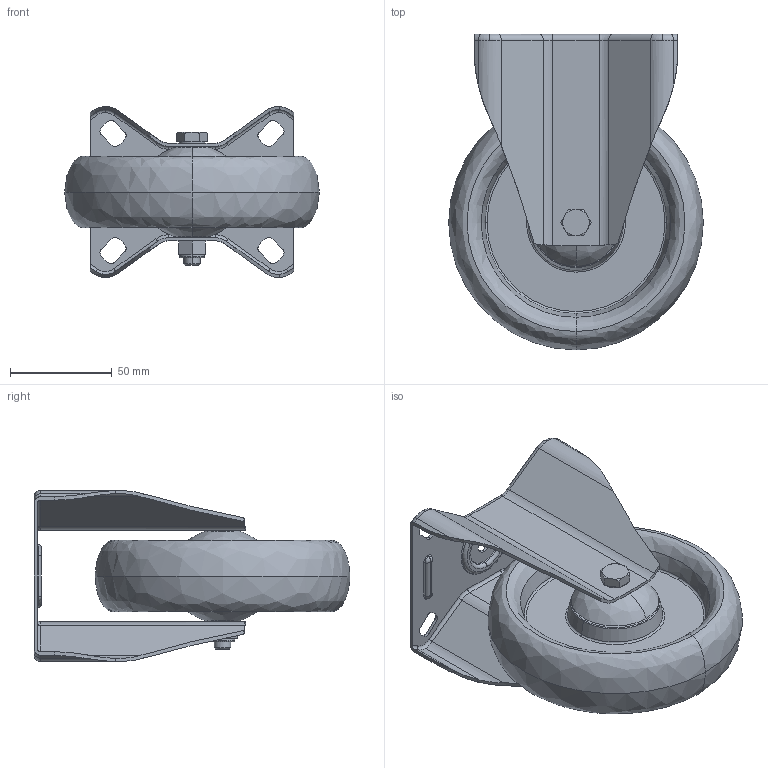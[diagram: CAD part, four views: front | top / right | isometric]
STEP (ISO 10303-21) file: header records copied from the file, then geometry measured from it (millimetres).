
FILE_DESCRIPTION (( 'STEP AP214' ), '1' );
FILE_NAME ('0024998.step', '2022-10-19T12:07:40', ( '' ), ( '' ), 'SwSTEP 2.0', 'SolidWorks 2020', '' );
FILE_SCHEMA (( 'AUTOMOTIVE_DESIGN' ));
Length unit declared in the file: millimetre
Products named in the file (1): 0024998
Bounding box: 125 x 155 x 84 mm (x, y, z)
Volume: 270111.8 mm3; surface area: 135714.6 mm2
Topology: 7 solids, 7 shells, 346 faces, 824 edges, 510 vertices
Faces by surface type: cylinder 126, torus 92, plane 80, cone 32, bspline 16
Entity records: 14372 total; most frequent: CARTESIAN_POINT 2309, DIRECTION 1864, ORIENTED_EDGE 1648, EDGE_CURVE 824, AXIS2_PLACEMENT_3D 797, VERTEX_POINT 510, CIRCLE 466, EDGE_LOOP 388
